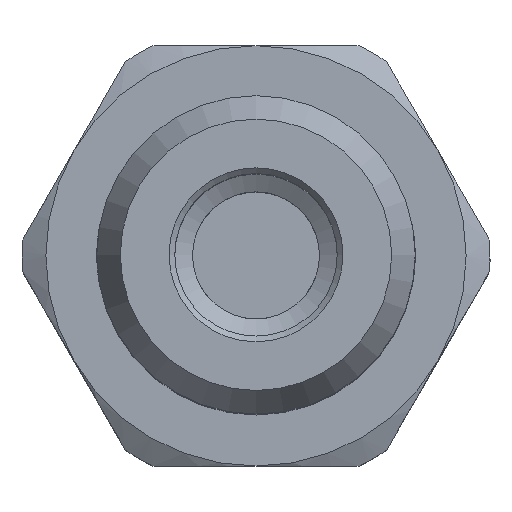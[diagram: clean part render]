
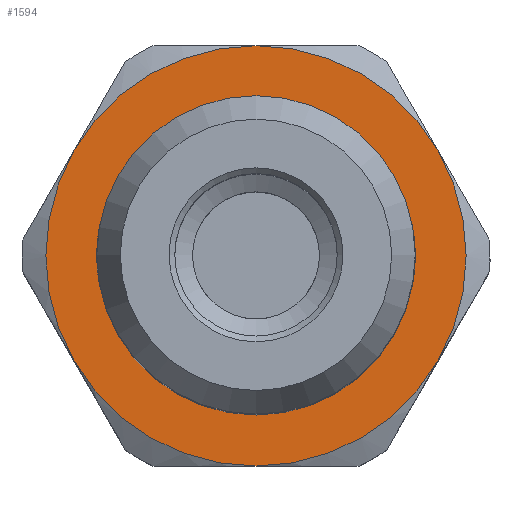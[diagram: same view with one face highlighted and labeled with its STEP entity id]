
A CAD part, top view. The second image highlights one B-rep face of the part: STEP entity #1594.
In plain terms, the highlighted planar face has unit normal (0, 0, 1).
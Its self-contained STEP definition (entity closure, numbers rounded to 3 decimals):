
#114=PLANE('',#1718);
#397=ORIENTED_EDGE('',*,*,#624,.T.);
#398=ORIENTED_EDGE('',*,*,#571,.T.);
#399=ORIENTED_EDGE('',*,*,#569,.T.);
#400=ORIENTED_EDGE('',*,*,#565,.T.);
#401=ORIENTED_EDGE('',*,*,#561,.T.);
#402=ORIENTED_EDGE('',*,*,#577,.T.);
#403=ORIENTED_EDGE('',*,*,#579,.T.);
#561=EDGE_CURVE('',#694,#697,#779,.T.);
#565=EDGE_CURVE('',#698,#694,#781,.T.);
#569=EDGE_CURVE('',#701,#698,#783,.T.);
#571=EDGE_CURVE('',#705,#701,#784,.T.);
#577=EDGE_CURVE('',#697,#709,#787,.T.);
#579=EDGE_CURVE('',#709,#705,#788,.T.);
#624=EDGE_CURVE('',#734,#734,#804,.T.);
#694=VERTEX_POINT('',#2732);
#697=VERTEX_POINT('',#2761);
#698=VERTEX_POINT('',#2794);
#701=VERTEX_POINT('',#2850);
#705=VERTEX_POINT('',#2913);
#709=VERTEX_POINT('',#3000);
#734=VERTEX_POINT('',#4016);
#779=CIRCLE('',#1671,11.);
#781=CIRCLE('',#1674,11.);
#783=CIRCLE('',#1677,11.);
#784=CIRCLE('',#1679,11.);
#787=CIRCLE('',#1683,11.);
#788=CIRCLE('',#1685,11.);
#804=CIRCLE('',#1719,8.331);
#873=EDGE_LOOP('',(#397));
#874=EDGE_LOOP('',(#398,#399,#400,#401,#402,#403));
#971=FACE_BOUND('',#873,.T.);
#972=FACE_BOUND('',#874,.T.);
#1594=ADVANCED_FACE('',(#971,#972),#114,.F.);
#1671=AXIS2_PLACEMENT_3D('',#2762,#1855,#1856);
#1674=AXIS2_PLACEMENT_3D('',#2823,#1861,#1862);
#1677=AXIS2_PLACEMENT_3D('',#2884,#1867,#1868);
#1679=AXIS2_PLACEMENT_3D('',#2912,#1871,#1872);
#1683=AXIS2_PLACEMENT_3D('',#3001,#1879,#1880);
#1685=AXIS2_PLACEMENT_3D('',#3029,#1883,#1884);
#1718=AXIS2_PLACEMENT_3D('',#4014,#1961,#1962);
#1719=AXIS2_PLACEMENT_3D('',#4015,#1963,#1964);
#1855=DIRECTION('',(0.,0.,1.));
#1856=DIRECTION('',(1.,0.,0.));
#1861=DIRECTION('',(0.,0.,1.));
#1862=DIRECTION('',(1.,0.,0.));
#1867=DIRECTION('',(0.,0.,1.));
#1868=DIRECTION('',(1.,0.,0.));
#1871=DIRECTION('',(0.,0.,1.));
#1872=DIRECTION('',(1.,0.,0.));
#1879=DIRECTION('',(0.,0.,1.));
#1880=DIRECTION('',(1.,0.,0.));
#1883=DIRECTION('',(0.,0.,1.));
#1884=DIRECTION('',(1.,0.,0.));
#1961=DIRECTION('',(0.,0.,-1.));
#1962=DIRECTION('',(-1.,0.,0.));
#1963=DIRECTION('',(0.,0.,-1.));
#1964=DIRECTION('',(0.,1.,0.));
#2732=CARTESIAN_POINT('',(9.526,-5.5,8.));
#2761=CARTESIAN_POINT('',(9.526,5.5,8.));
#2762=CARTESIAN_POINT('',(0.,0.,8.));
#2794=CARTESIAN_POINT('',(0.,-11.,8.));
#2823=CARTESIAN_POINT('',(0.,0.,8.));
#2850=CARTESIAN_POINT('',(-9.526,-5.5,8.));
#2884=CARTESIAN_POINT('',(0.,0.,8.));
#2912=CARTESIAN_POINT('',(0.,0.,8.));
#2913=CARTESIAN_POINT('',(-9.526,5.5,8.));
#3000=CARTESIAN_POINT('',(0.,11.,8.));
#3001=CARTESIAN_POINT('',(0.,0.,8.));
#3029=CARTESIAN_POINT('',(0.,0.,8.));
#4014=CARTESIAN_POINT('',(0.,0.,8.));
#4015=CARTESIAN_POINT('',(0.,0.,8.));
#4016=CARTESIAN_POINT('',(0.,8.331,8.));
